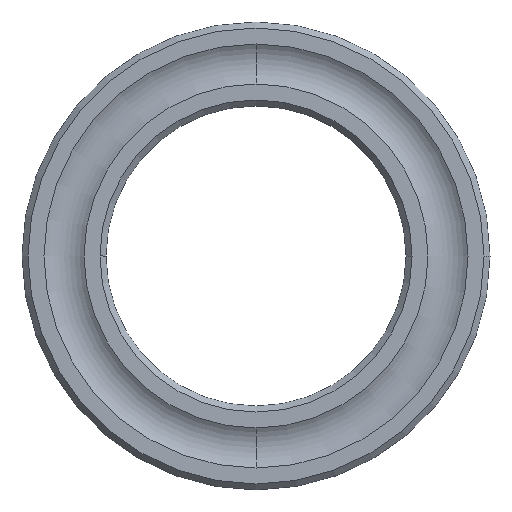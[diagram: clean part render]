
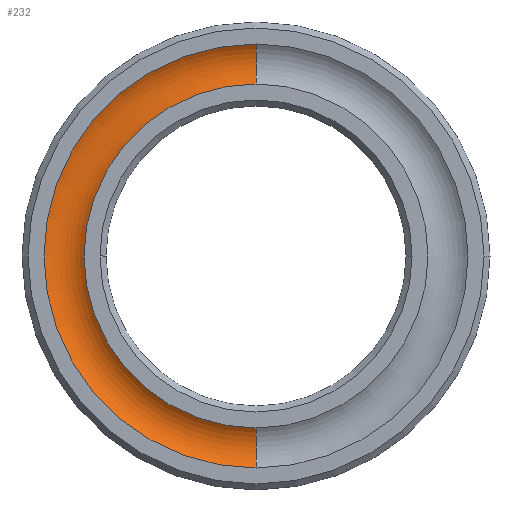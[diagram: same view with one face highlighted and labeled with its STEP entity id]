
A CAD part, front view. The second image highlights one B-rep face of the part: STEP entity #232.
In plain terms, the highlighted toroidal (fillet/blend) face has major radius 32 mm and minor radius 5.556 mm.
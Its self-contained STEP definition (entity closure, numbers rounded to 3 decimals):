
#1 = DIRECTION ( 'NONE',  ( 0., -1., 0. ) ) ;
#15 = AXIS2_PLACEMENT_3D ( 'NONE', #468, #419, #368 ) ;
#33 = CARTESIAN_POINT ( 'NONE',  ( 0., 15.445, -35.334 ) ) ;
#57 = AXIS2_PLACEMENT_3D ( 'NONE', #338, #171, #391 ) ;
#66 = DIRECTION ( 'NONE',  ( 0., -1., 0. ) ) ;
#67 = ORIENTED_EDGE ( 'NONE', *, *, #363, .T. ) ;
#124 = CARTESIAN_POINT ( 'NONE',  ( 0., 15.445, -28.666 ) ) ;
#127 = ORIENTED_EDGE ( 'NONE', *, *, #291, .F. ) ;
#144 = EDGE_CURVE ( 'NONE', #296, #481, #176, .T. ) ;
#164 = EDGE_LOOP ( 'NONE', ( #127, #67, #472, #434 ) ) ;
#171 = DIRECTION ( 'NONE',  ( 1., 0., 0. ) ) ;
#176 = CIRCLE ( 'NONE', #374, 35.334 ) ;
#177 = AXIS2_PLACEMENT_3D ( 'NONE', #282, #66, #466 ) ;
#204 = CIRCLE ( 'NONE', #15, 5.556 ) ;
#205 = DIRECTION ( 'NONE',  ( 0., -1., 0. ) ) ;
#232 = ADVANCED_FACE ( 'NONE', ( #551 ), #269, .F. ) ;
#236 = EDGE_CURVE ( 'NONE', #424, #481, #204, .T. ) ;
#247 = DIRECTION ( 'NONE',  ( 1., 0., 0. ) ) ;
#259 = VERTEX_POINT ( 'NONE', #463 ) ;
#269 = TOROIDAL_SURFACE ( 'NONE', #177, 32., 5.556 ) ;
#282 = CARTESIAN_POINT ( 'NONE',  ( 0., 11., 0. ) ) ;
#291 = EDGE_CURVE ( 'NONE', #259, #424, #507, .T. ) ;
#296 = VERTEX_POINT ( 'NONE', #379 ) ;
#338 = CARTESIAN_POINT ( 'NONE',  ( 0., 11., 32. ) ) ;
#360 = CARTESIAN_POINT ( 'NONE',  ( 0., 15.445, 0. ) ) ;
#363 = EDGE_CURVE ( 'NONE', #259, #296, #480, .T. ) ;
#368 = DIRECTION ( 'NONE',  ( 0., 0., 1. ) ) ;
#374 = AXIS2_PLACEMENT_3D ( 'NONE', #360, #1, #542 ) ;
#379 = CARTESIAN_POINT ( 'NONE',  ( 0., 15.445, 35.334 ) ) ;
#391 = DIRECTION ( 'NONE',  ( 0., 0., -1. ) ) ;
#419 = DIRECTION ( 'NONE',  ( -1., 0., 0. ) ) ;
#424 = VERTEX_POINT ( 'NONE', #124 ) ;
#434 = ORIENTED_EDGE ( 'NONE', *, *, #236, .F. ) ;
#459 = CARTESIAN_POINT ( 'NONE',  ( 0., 15.445, 0. ) ) ;
#463 = CARTESIAN_POINT ( 'NONE',  ( 0., 15.445, 28.666 ) ) ;
#466 = DIRECTION ( 'NONE',  ( 0., 0., -1. ) ) ;
#468 = CARTESIAN_POINT ( 'NONE',  ( 0., 11., -32. ) ) ;
#472 = ORIENTED_EDGE ( 'NONE', *, *, #144, .T. ) ;
#480 = CIRCLE ( 'NONE', #57, 5.556 ) ;
#481 = VERTEX_POINT ( 'NONE', #33 ) ;
#507 = CIRCLE ( 'NONE', #536, 28.666 ) ;
#536 = AXIS2_PLACEMENT_3D ( 'NONE', #459, #205, #247 ) ;
#542 = DIRECTION ( 'NONE',  ( 1., 0., 0. ) ) ;
#551 = FACE_OUTER_BOUND ( 'NONE', #164, .T. ) ;
